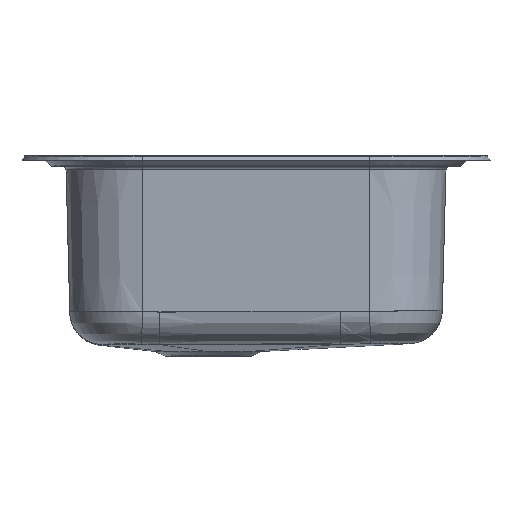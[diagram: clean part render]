
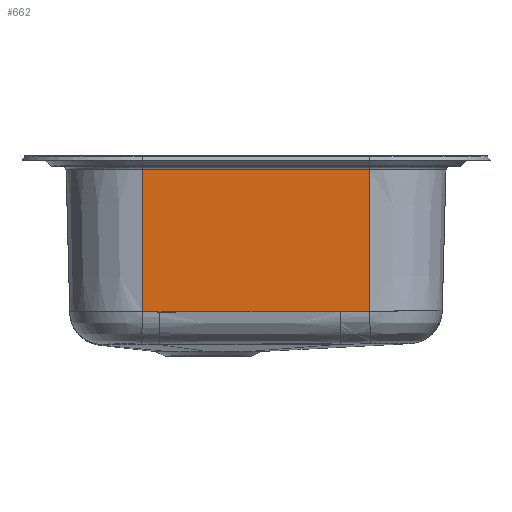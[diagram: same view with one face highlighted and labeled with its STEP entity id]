
A CAD part, left-side view. The second image highlights one B-rep face of the part: STEP entity #662.
In plain terms, the highlighted planar face has unit normal (-1, 0, -0.026).
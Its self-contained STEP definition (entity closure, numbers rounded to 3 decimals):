
#290=LINE('',#7950,#415);
#291=LINE('',#7952,#416);
#293=LINE('',#7958,#418);
#415=VECTOR('',#4258,1.);
#416=VECTOR('',#4261,1.);
#418=VECTOR('',#4267,1.);
#662=ADVANCED_FACE('',(#1228),#828,.F.);
#828=PLANE('',#3911);
#935=B_SPLINE_CURVE_WITH_KNOTS('',3,(#7511,#7512,#7513,#7514),.UNSPECIFIED.,
.F.,.F.,(4,4),(0.,1.),.UNSPECIFIED.);
#937=B_SPLINE_CURVE_WITH_KNOTS('',3,(#7564,#7565,#7566,#7567,#7568,#7569,
#7570,#7571,#7572,#7573,#7574,#7575,#7576,#7577,#7578,#7579),.UNSPECIFIED.,
.F.,.F.,(4,3,3,3,3,4),(0.,0.001,0.267,0.533,
0.932,1.),.UNSPECIFIED.);
#938=B_SPLINE_CURVE_WITH_KNOTS('',3,(#7600,#7601,#7602,#7603),.UNSPECIFIED.,
.F.,.F.,(4,4),(0.,1.),.UNSPECIFIED.);
#1228=FACE_OUTER_BOUND('',#1454,.T.);
#1454=EDGE_LOOP('',(#2051,#2052,#2053,#2054,#2055,#2056));
#2051=ORIENTED_EDGE('',*,*,#3425,.T.);
#2052=ORIENTED_EDGE('',*,*,#3429,.T.);
#2053=ORIENTED_EDGE('',*,*,#3426,.F.);
#2054=ORIENTED_EDGE('',*,*,#3417,.T.);
#2055=ORIENTED_EDGE('',*,*,#3415,.T.);
#2056=ORIENTED_EDGE('',*,*,#3413,.T.);
#2960=VERTEX_POINT('',#7510);
#2961=VERTEX_POINT('',#7515);
#2962=VERTEX_POINT('',#7580);
#2963=VERTEX_POINT('',#7604);
#2965=VERTEX_POINT('',#7949);
#2966=VERTEX_POINT('',#7953);
#3413=EDGE_CURVE('',#2961,#2960,#935,.T.);
#3415=EDGE_CURVE('',#2962,#2961,#937,.T.);
#3417=EDGE_CURVE('',#2963,#2962,#938,.T.);
#3425=EDGE_CURVE('',#2960,#2965,#290,.T.);
#3426=EDGE_CURVE('',#2963,#2966,#291,.T.);
#3429=EDGE_CURVE('',#2965,#2966,#293,.T.);
#3911=AXIS2_PLACEMENT_3D('',#7959,#4268,#4269);
#4258=DIRECTION('',(-0.026,0.,1.));
#4261=DIRECTION('',(-0.026,0.,1.));
#4267=DIRECTION('',(0.,1.,0.));
#4268=DIRECTION('',(1.,0.,0.026));
#4269=DIRECTION('',(0.026,0.,-1.));
#7510=CARTESIAN_POINT('',(-368.997,-119.,-157.866));
#7511=CARTESIAN_POINT('',(-368.984,-88.334,-158.347));
#7512=CARTESIAN_POINT('',(-368.986,-98.557,-158.286));
#7513=CARTESIAN_POINT('',(-368.991,-108.779,-158.1));
#7514=CARTESIAN_POINT('',(-368.997,-119.,-157.866));
#7515=CARTESIAN_POINT('',(-368.984,-88.334,-158.347));
#7564=CARTESIAN_POINT('',(-368.976,100.91,-158.661));
#7565=CARTESIAN_POINT('',(-368.976,100.822,-158.661));
#7566=CARTESIAN_POINT('',(-368.976,100.735,-158.661));
#7567=CARTESIAN_POINT('',(-368.976,100.647,-158.661));
#7568=CARTESIAN_POINT('',(-368.976,83.874,-158.661));
#7569=CARTESIAN_POINT('',(-368.976,67.1,-158.653));
#7570=CARTESIAN_POINT('',(-368.977,50.327,-158.637));
#7571=CARTESIAN_POINT('',(-368.977,33.553,-158.621));
#7572=CARTESIAN_POINT('',(-368.978,16.78,-158.596));
#7573=CARTESIAN_POINT('',(-368.979,0.006,-158.564));
#7574=CARTESIAN_POINT('',(-368.98,-25.154,-158.516));
#7575=CARTESIAN_POINT('',(-368.982,-50.314,-158.452));
#7576=CARTESIAN_POINT('',(-368.984,-75.474,-158.383));
#7577=CARTESIAN_POINT('',(-368.984,-79.761,-158.371));
#7578=CARTESIAN_POINT('',(-368.984,-84.047,-158.359));
#7579=CARTESIAN_POINT('',(-368.984,-88.334,-158.347));
#7580=CARTESIAN_POINT('',(-368.976,100.91,-158.661));
#7600=CARTESIAN_POINT('',(-368.981,119.,-158.47));
#7601=CARTESIAN_POINT('',(-368.978,112.971,-158.589));
#7602=CARTESIAN_POINT('',(-368.976,106.94,-158.661));
#7603=CARTESIAN_POINT('',(-368.976,100.91,-158.661));
#7604=CARTESIAN_POINT('',(-368.981,119.,-158.47));
#7949=CARTESIAN_POINT('',(-372.872,-119.,-9.895));
#7950=CARTESIAN_POINT('',(-373.,-119.,-5.));
#7952=CARTESIAN_POINT('',(-373.,119.,-5.));
#7953=CARTESIAN_POINT('',(-372.872,119.,-9.895));
#7958=CARTESIAN_POINT('',(-372.872,0.,-9.895));
#7959=CARTESIAN_POINT('',(-373.,0.,-5.));
